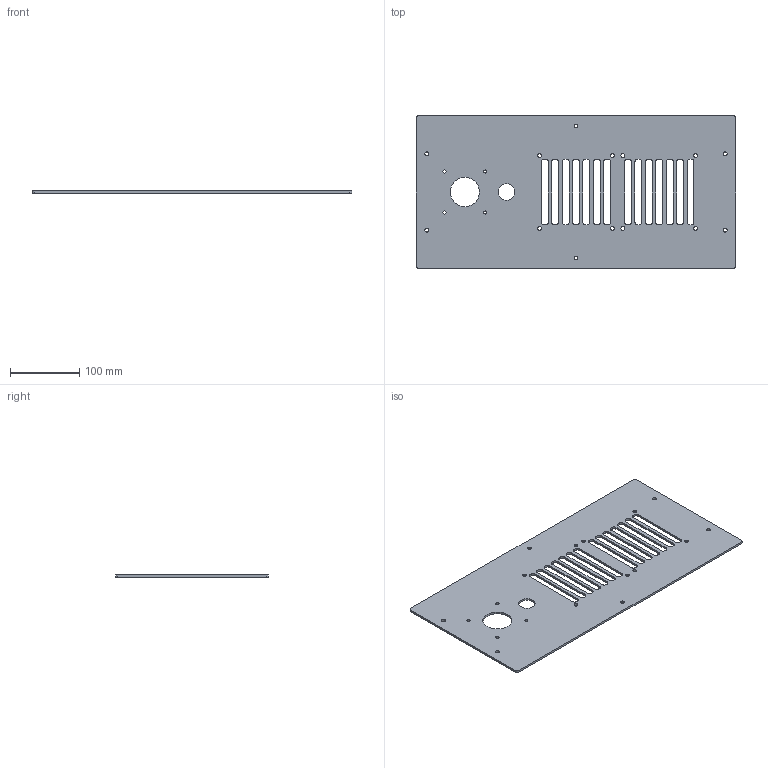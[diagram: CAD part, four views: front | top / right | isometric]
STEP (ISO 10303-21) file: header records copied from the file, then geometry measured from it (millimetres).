
FILE_DESCRIPTION(/* description */ ('','CAx-IF Rec.Pracs.---Representation and Presentation of Product Manufacturing Information (PMI)---4.0---2014-10-13'),/* implementation_level */ '2;1');
FILE_NAME(/* name */ 'HW4199GC-panel_ucee_left_V01_20250212.step',/* time_stamp */ '2025-03-04T10:03:07Z',/* author */ (''),/* organization */ (''),/* preprocessor_version */ 'ST-DEVELOPER v20',/* originating_system */ 'Autodesk Translation Framework v13.20.0.188',/* authorisation */ '');
FILE_SCHEMA (('AP242_MANAGED_MODEL_BASED_3D_ENGINEERING_MIM_LF { 1 0 10303 442 1 1 4 }'));
Length unit declared in the file: millimetre
Products named in the file (1): HW4199GC
Bounding box: 460 x 220 x 3 mm (x, y, z)
Volume: 257551.5 mm3; surface area: 185814.5 mm2
Topology: 1 solids, 1 shells, 142 faces, 420 edges, 280 vertices
Faces by surface type: cylinder 80, plane 62
Full cylindrical faces by diameter (mm): 4.5 x4, 5.5 x14, 24 x1, 42 x1
Entity records: 4980 total; most frequent: DIRECTION 866, CARTESIAN_POINT 843, ORIENTED_EDGE 840, EDGE_CURVE 420, AXIS2_PLACEMENT_3D 303, VERTEX_POINT 280, LINE 260, VECTOR 260
